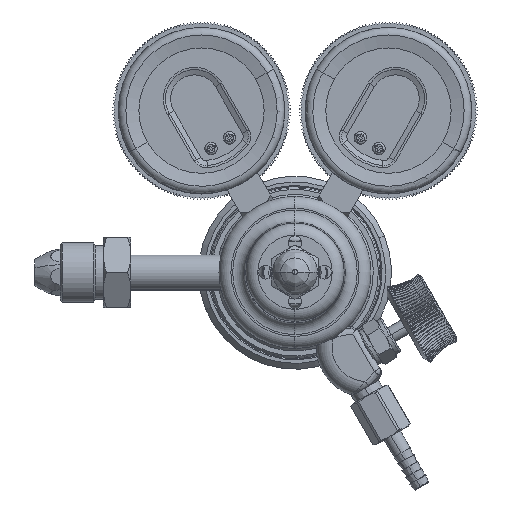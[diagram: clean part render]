
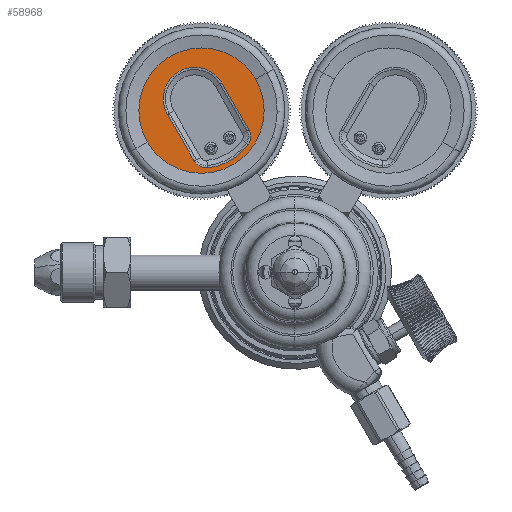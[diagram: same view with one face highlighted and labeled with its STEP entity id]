
A CAD part, top view. The second image highlights one B-rep face of the part: STEP entity #58968.
In plain terms, the highlighted face is planar.
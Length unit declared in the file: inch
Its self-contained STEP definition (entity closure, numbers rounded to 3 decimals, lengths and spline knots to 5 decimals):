
#57615=CARTESIAN_POINT('',(0.,0.,0.05));
#57616=DIRECTION('',(0.,0.,-1.));
#57617=DIRECTION('',(1.,0.,0.));
#57618=AXIS2_PLACEMENT_3D('',#57615,#57616,#57617);
#57620=CARTESIAN_POINT('',(0.,0.,0.05));
#57621=DIRECTION('',(0.,0.,-1.));
#57622=DIRECTION('',(-1.,0.,0.));
#57623=AXIS2_PLACEMENT_3D('',#57620,#57621,#57622);
#57625=CARTESIAN_POINT('',(0.,0.217,0.05));
#57626=DIRECTION('',(0.,0.,1.));
#57627=DIRECTION('',(1.,0.,0.));
#57628=AXIS2_PLACEMENT_3D('',#57625,#57626,#57627);
#57630=CARTESIAN_POINT('',(0.283,-0.64024,0.05));
#57631=DIRECTION('',(0.,0.,1.));
#57632=DIRECTION('',(0.404,-0.915,0.));
#57633=AXIS2_PLACEMENT_3D('',#57630,#57631,#57632);
#57635=CARTESIAN_POINT('',(0.,0.,0.05));
#57636=DIRECTION('',(0.,0.,1.));
#57637=DIRECTION('',(-0.404,-0.915,0.));
#57638=AXIS2_PLACEMENT_3D('',#57635,#57636,#57637);
#57640=CARTESIAN_POINT('',(-0.283,-0.64024,0.05));
#57641=DIRECTION('',(0.,0.,1.));
#57642=DIRECTION('',(-1.,0.,0.));
#57643=AXIS2_PLACEMENT_3D('',#57640,#57641,#57642);
#57672=DIRECTION('',(0.,1.,0.));
#57673=VECTOR('',#57672,0.85724);
#57674=CARTESIAN_POINT('',(-0.50189,-0.64024,0.05));
#57675=LINE('',#57674,#57673);
#57715=DIRECTION('',(0.,-1.,0.));
#57716=VECTOR('',#57715,0.85724);
#57717=CARTESIAN_POINT('',(0.50189,0.217,0.05));
#57718=LINE('',#57717,#57716);
#58683=CARTESIAN_POINT('',(-0.37149,-0.84044,0.05));
#58684=VERTEX_POINT('',#58683);
#58709=CARTESIAN_POINT('',(1.,0.,0.05));
#58710=VERTEX_POINT('',#58709);
#58723=CARTESIAN_POINT('',(-0.50189,0.217,0.05));
#58725=VERTEX_POINT('',#58723);
#58744=CARTESIAN_POINT('',(0.50189,0.217,0.05));
#58746=VERTEX_POINT('',#58744);
#58766=CARTESIAN_POINT('',(-0.50189,-0.64024,0.05));
#58767=VERTEX_POINT('',#58766);
#58768=CARTESIAN_POINT('',(0.50189,-0.64024,0.05));
#58769=VERTEX_POINT('',#58768);
#58780=CARTESIAN_POINT('',(0.37149,-0.84044,0.05));
#58781=VERTEX_POINT('',#58780);
#58783=CARTESIAN_POINT('',(-1.,0.,0.05));
#58784=VERTEX_POINT('',#58783);
#58945=CARTESIAN_POINT('',(0.,1.,0.05));
#58946=DIRECTION('',(0.,0.,-1.));
#58947=DIRECTION('',(-1.,0.,0.));
#58948=AXIS2_PLACEMENT_3D('',#58945,#58946,#58947);
#58949=PLANE('',#58948);
#58950=ORIENTED_EDGE('',*,*,#58930,.F.);
#58951=ORIENTED_EDGE('',*,*,#58920,.F.);
#58952=EDGE_LOOP('',(#58950,#58951));
#58953=FACE_OUTER_BOUND('',#58952,.F.);
#58955=ORIENTED_EDGE('',*,*,#58954,.F.);
#58957=ORIENTED_EDGE('',*,*,#58956,.T.);
#58959=ORIENTED_EDGE('',*,*,#58958,.F.);
#58961=ORIENTED_EDGE('',*,*,#58960,.F.);
#58963=ORIENTED_EDGE('',*,*,#58962,.F.);
#58965=ORIENTED_EDGE('',*,*,#58964,.T.);
#58966=EDGE_LOOP('',(#58955,#58957,#58959,#58961,#58963,#58965));
#58967=FACE_BOUND('',#58966,.F.);
#58968=ADVANCED_FACE('',(#58953,#58967),#58949,.T.);
#57619=CIRCLE('',#57618,1.);
#57624=CIRCLE('',#57623,1.);
#57629=CIRCLE('',#57628,0.50189);
#57634=CIRCLE('',#57633,0.21889);
#57639=CIRCLE('',#57638,0.91889);
#57644=CIRCLE('',#57643,0.21889);
#58920=EDGE_CURVE('',#58784,#58710,#57624,.T.);
#58930=EDGE_CURVE('',#58710,#58784,#57619,.T.);
#58954=EDGE_CURVE('',#58746,#58725,#57629,.T.);
#58956=EDGE_CURVE('',#58746,#58769,#57718,.T.);
#58958=EDGE_CURVE('',#58781,#58769,#57634,.T.);
#58960=EDGE_CURVE('',#58684,#58781,#57639,.T.);
#58962=EDGE_CURVE('',#58767,#58684,#57644,.T.);
#58964=EDGE_CURVE('',#58767,#58725,#57675,.T.);
